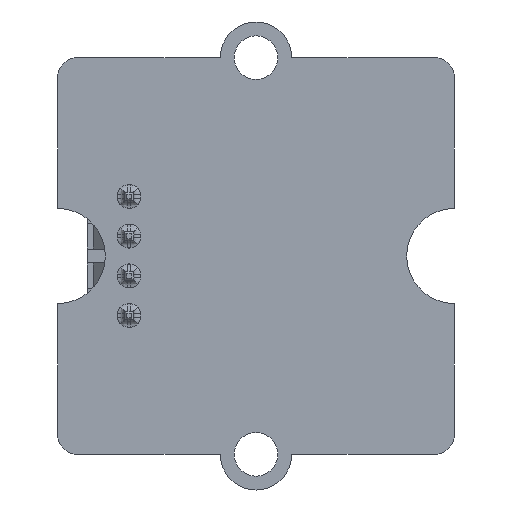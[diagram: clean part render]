
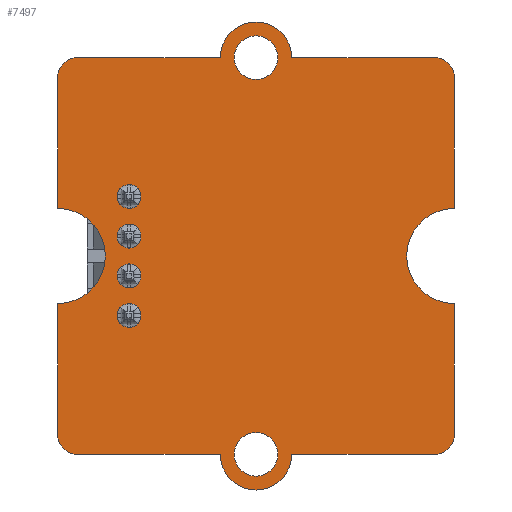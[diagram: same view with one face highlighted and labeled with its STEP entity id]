
A CAD part, front view. The second image highlights one B-rep face of the part: STEP entity #7497.
In plain terms, the highlighted planar face has unit normal (0, -1, 0).
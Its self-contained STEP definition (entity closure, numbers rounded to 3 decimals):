
#505=FACE_BOUND('',#1243,.T.);
#506=FACE_BOUND('',#1244,.T.);
#529=PLANE('',#7982);
#818=FACE_OUTER_BOUND('',#1242,.T.);
#1242=EDGE_LOOP('',(#5263,#5264,#5265,#5266,#5267,#5268,#5269,#5270,#5271,
#5272,#5273,#5274,#5275,#5276,#5277,#5278));
#1243=EDGE_LOOP('',(#5279));
#1244=EDGE_LOOP('',(#5280));
#1662=LINE('',#10690,#2391);
#1666=LINE('',#10702,#2395);
#1670=LINE('',#10714,#2399);
#1674=LINE('',#10726,#2403);
#1678=LINE('',#10738,#2407);
#1682=LINE('',#10750,#2411);
#1686=LINE('',#10762,#2415);
#1691=LINE('',#10779,#2420);
#2391=VECTOR('',#8624,7.2);
#2395=VECTOR('',#8636,6.6);
#2399=VECTOR('',#8648,6.6);
#2403=VECTOR('',#8660,7.2);
#2407=VECTOR('',#8672,7.2);
#2411=VECTOR('',#8684,6.6);
#2415=VECTOR('',#8696,6.6);
#2420=VECTOR('',#8715,7.2);
#3118=CIRCLE('',#7944,1.8);
#3120=CIRCLE('',#7948,1.);
#3122=CIRCLE('',#7952,2.4);
#3124=CIRCLE('',#7956,1.);
#3126=CIRCLE('',#7960,1.8);
#3128=CIRCLE('',#7964,1.);
#3130=CIRCLE('',#7968,2.4);
#3132=CIRCLE('',#7972,1.);
#3135=CIRCLE('',#7976,1.1);
#3137=CIRCLE('',#7980,1.1);
#3374=VERTEX_POINT('',#10680);
#3375=VERTEX_POINT('',#10681);
#3378=VERTEX_POINT('',#10689);
#3380=VERTEX_POINT('',#10695);
#3382=VERTEX_POINT('',#10701);
#3384=VERTEX_POINT('',#10707);
#3386=VERTEX_POINT('',#10713);
#3388=VERTEX_POINT('',#10719);
#3390=VERTEX_POINT('',#10725);
#3392=VERTEX_POINT('',#10731);
#3394=VERTEX_POINT('',#10737);
#3396=VERTEX_POINT('',#10743);
#3398=VERTEX_POINT('',#10749);
#3400=VERTEX_POINT('',#10755);
#3402=VERTEX_POINT('',#10761);
#3404=VERTEX_POINT('',#10767);
#3407=VERTEX_POINT('',#10775);
#3409=VERTEX_POINT('',#10784);
#4076=EDGE_CURVE('',#3374,#3375,#3118,.T.);
#4080=EDGE_CURVE('',#3375,#3378,#1662,.T.);
#4083=EDGE_CURVE('',#3378,#3380,#3120,.T.);
#4086=EDGE_CURVE('',#3380,#3382,#1666,.T.);
#4089=EDGE_CURVE('',#3384,#3382,#3122,.T.);
#4092=EDGE_CURVE('',#3384,#3386,#1670,.T.);
#4095=EDGE_CURVE('',#3388,#3386,#3124,.F.);
#4098=EDGE_CURVE('',#3390,#3388,#1674,.T.);
#4101=EDGE_CURVE('',#3390,#3392,#3126,.T.);
#4104=EDGE_CURVE('',#3394,#3392,#1678,.T.);
#4107=EDGE_CURVE('',#3396,#3394,#3128,.F.);
#4110=EDGE_CURVE('',#3398,#3396,#1682,.T.);
#4113=EDGE_CURVE('',#3400,#3398,#3130,.T.);
#4116=EDGE_CURVE('',#3402,#3400,#1686,.T.);
#4119=EDGE_CURVE('',#3404,#3402,#3132,.F.);
#4124=EDGE_CURVE('',#3407,#3407,#3135,.T.);
#4125=EDGE_CURVE('',#3404,#3374,#1691,.T.);
#4129=EDGE_CURVE('',#3409,#3409,#3137,.T.);
#5263=ORIENTED_EDGE('',*,*,#4076,.F.);
#5264=ORIENTED_EDGE('',*,*,#4125,.F.);
#5265=ORIENTED_EDGE('',*,*,#4119,.T.);
#5266=ORIENTED_EDGE('',*,*,#4116,.T.);
#5267=ORIENTED_EDGE('',*,*,#4113,.T.);
#5268=ORIENTED_EDGE('',*,*,#4110,.T.);
#5269=ORIENTED_EDGE('',*,*,#4107,.T.);
#5270=ORIENTED_EDGE('',*,*,#4104,.T.);
#5271=ORIENTED_EDGE('',*,*,#4101,.F.);
#5272=ORIENTED_EDGE('',*,*,#4098,.T.);
#5273=ORIENTED_EDGE('',*,*,#4095,.T.);
#5274=ORIENTED_EDGE('',*,*,#4092,.F.);
#5275=ORIENTED_EDGE('',*,*,#4089,.T.);
#5276=ORIENTED_EDGE('',*,*,#4086,.F.);
#5277=ORIENTED_EDGE('',*,*,#4083,.F.);
#5278=ORIENTED_EDGE('',*,*,#4080,.F.);
#5279=ORIENTED_EDGE('',*,*,#4124,.T.);
#5280=ORIENTED_EDGE('',*,*,#4129,.T.);
#7497=ADVANCED_FACE('',(#818,#505,#506),#529,.F.);
#7944=AXIS2_PLACEMENT_3D('',#10682,#8616,#8617);
#7948=AXIS2_PLACEMENT_3D('',#10696,#8629,#8630);
#7952=AXIS2_PLACEMENT_3D('',#10708,#8641,#8642);
#7956=AXIS2_PLACEMENT_3D('',#10720,#8653,#8654);
#7960=AXIS2_PLACEMENT_3D('',#10732,#8665,#8666);
#7964=AXIS2_PLACEMENT_3D('',#10744,#8677,#8678);
#7968=AXIS2_PLACEMENT_3D('',#10756,#8689,#8690);
#7972=AXIS2_PLACEMENT_3D('',#10768,#8701,#8702);
#7976=AXIS2_PLACEMENT_3D('',#10777,#8711,#8712);
#7980=AXIS2_PLACEMENT_3D('',#10786,#8722,#8723);
#7982=AXIS2_PLACEMENT_3D('',#10788,#8726,#8727);
#8616=DIRECTION('center_axis',(0.,1.,0.));
#8617=DIRECTION('ref_axis',(0.,0.,1.));
#8624=DIRECTION('',(1.,0.,0.));
#8629=DIRECTION('center_axis',(0.,1.,0.));
#8630=DIRECTION('ref_axis',(0.,0.,1.));
#8636=DIRECTION('',(0.,0.,-1.));
#8641=DIRECTION('center_axis',(0.,1.,0.));
#8642=DIRECTION('ref_axis',(0.,0.,1.));
#8648=DIRECTION('',(0.,0.,-1.));
#8653=DIRECTION('center_axis',(0.,1.,0.));
#8654=DIRECTION('ref_axis',(0.,0.,1.));
#8660=DIRECTION('',(1.,0.,0.));
#8665=DIRECTION('center_axis',(0.,1.,0.));
#8666=DIRECTION('ref_axis',(0.,0.,1.));
#8672=DIRECTION('',(1.,0.,0.));
#8677=DIRECTION('center_axis',(0.,1.,0.));
#8678=DIRECTION('ref_axis',(0.,0.,1.));
#8684=DIRECTION('',(0.,0.,-1.));
#8689=DIRECTION('center_axis',(0.,1.,0.));
#8690=DIRECTION('ref_axis',(0.,0.,1.));
#8696=DIRECTION('',(0.,0.,-1.));
#8701=DIRECTION('center_axis',(0.,1.,0.));
#8702=DIRECTION('ref_axis',(0.,0.,1.));
#8711=DIRECTION('center_axis',(0.,1.,0.));
#8712=DIRECTION('ref_axis',(0.,0.,1.));
#8715=DIRECTION('',(1.,0.,0.));
#8722=DIRECTION('center_axis',(0.,1.,0.));
#8723=DIRECTION('ref_axis',(0.,0.,1.));
#8726=DIRECTION('center_axis',(0.,1.,0.));
#8727=DIRECTION('ref_axis',(0.,0.,1.));
#10680=CARTESIAN_POINT('',(-1.8,0.,10.));
#10681=CARTESIAN_POINT('',(1.8,0.,10.));
#10682=CARTESIAN_POINT('Origin',(0.,0.,10.));
#10689=CARTESIAN_POINT('',(9.,0.,10.));
#10690=CARTESIAN_POINT('',(1.8,0.,10.));
#10695=CARTESIAN_POINT('',(10.,0.,9.));
#10696=CARTESIAN_POINT('Origin',(9.,0.,9.));
#10701=CARTESIAN_POINT('',(10.,0.,2.4));
#10702=CARTESIAN_POINT('',(10.,0.,9.));
#10707=CARTESIAN_POINT('',(10.,0.,-2.4));
#10708=CARTESIAN_POINT('Origin',(10.,0.,0.));
#10713=CARTESIAN_POINT('',(10.,0.,-9.));
#10714=CARTESIAN_POINT('',(10.,0.,-2.4));
#10719=CARTESIAN_POINT('',(9.,0.,-10.));
#10720=CARTESIAN_POINT('Origin',(9.,0.,-9.));
#10725=CARTESIAN_POINT('',(1.8,0.,-10.));
#10726=CARTESIAN_POINT('',(1.8,0.,-10.));
#10731=CARTESIAN_POINT('',(-1.8,0.,-10.));
#10732=CARTESIAN_POINT('Origin',(0.,0.,-10.));
#10737=CARTESIAN_POINT('',(-9.,0.,-10.));
#10738=CARTESIAN_POINT('',(-9.,0.,-10.));
#10743=CARTESIAN_POINT('',(-10.,0.,-9.));
#10744=CARTESIAN_POINT('Origin',(-9.,0.,-9.));
#10749=CARTESIAN_POINT('',(-10.,0.,-2.4));
#10750=CARTESIAN_POINT('',(-10.,0.,-2.4));
#10755=CARTESIAN_POINT('',(-10.,0.,2.4));
#10756=CARTESIAN_POINT('Origin',(-10.,0.,0.));
#10761=CARTESIAN_POINT('',(-10.,0.,9.));
#10762=CARTESIAN_POINT('',(-10.,0.,9.));
#10767=CARTESIAN_POINT('',(-9.,0.,10.));
#10768=CARTESIAN_POINT('Origin',(-9.,0.,9.));
#10775=CARTESIAN_POINT('',(0.,0.,-8.9));
#10777=CARTESIAN_POINT('Origin',(0.,0.,-10.));
#10779=CARTESIAN_POINT('',(-9.,0.,10.));
#10784=CARTESIAN_POINT('',(0.,0.,11.1));
#10786=CARTESIAN_POINT('Origin',(0.,0.,10.));
#10788=CARTESIAN_POINT('Origin',(0.,0.,0.));
